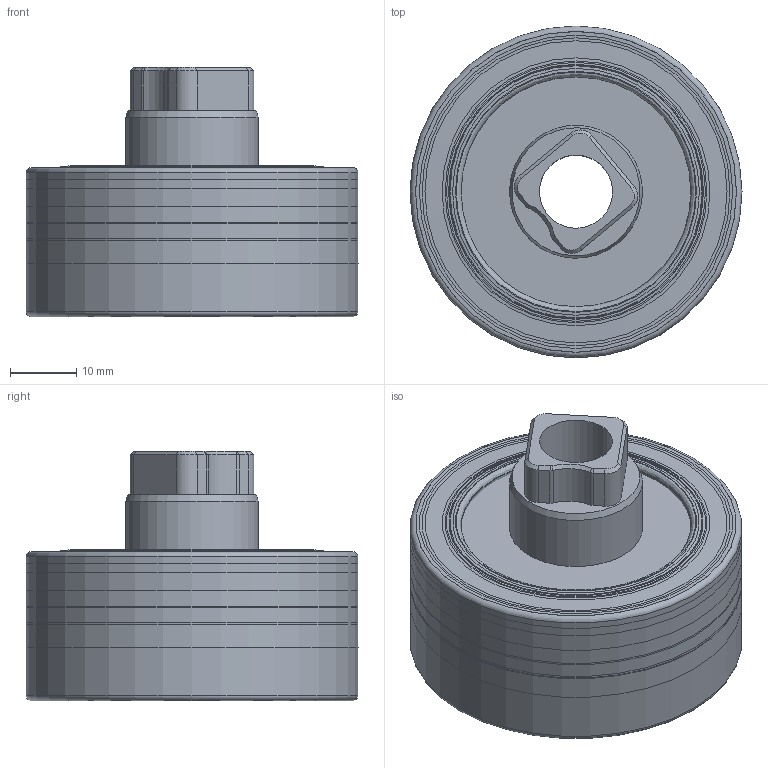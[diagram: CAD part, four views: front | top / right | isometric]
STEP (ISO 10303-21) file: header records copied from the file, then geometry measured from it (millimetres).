
FILE_DESCRIPTION(/* description */ (''),/* implementation_level */ '2;1');
FILE_NAME(/* name */ 'R220.42-RE0050-021-LNXO.5A_Basic.stp',/* time_stamp */ '2024-02-16T13:33:58+05:00',/* author */ (''),/* organization */ (''),/* preprocessor_version */ 'ST-DEVELOPER v16.7',/* originating_system */ 'SIEMENS PLM Software NX 12.0',/* authorisation */ '');
FILE_SCHEMA (('AUTOMOTIVE_DESIGN { 1 0 10303 214 3 1 1 1 }'));
Length unit declared in the file: millimetre
Products named in the file (5): CUT2; CUT1; NOCUT; ASSEMBLY_CONSTRUCTION; R220.42-RE0050-021-LNXO.5A_Basic
Assembly tree (4 placements, depth 2):
  R220.42-RE0050-021-LNXO.5A_Basic
    ASSEMBLY_CONSTRUCTION
    NOCUT
    CUT1
    CUT2
Bounding box: 49.94 x 49.94 x 37.5 mm (x, y, z)
Volume: 60460.2 mm3; surface area: 19052.6 mm2
Topology: 3 solids, 3 shells, 105 faces, 226 edges, 146 vertices
Faces by surface type: revolution 59, plane 17, cone 14, cylinder 12, torus 2, bspline 1
Full cylindrical faces by diameter (mm): 11 x1, 17 x1, 19.2 x1, 19.986 x1, 48 x1
Entity records: 3431 total; most frequent: CARTESIAN_POINT 1125, DIRECTION 434, ORIENTED_EDGE 280, EDGE_LOOP 186, AXIS2_PLACEMENT_3D 168, FACE_BOUND 162, EDGE_CURVE 140, VERTEX_POINT 116
